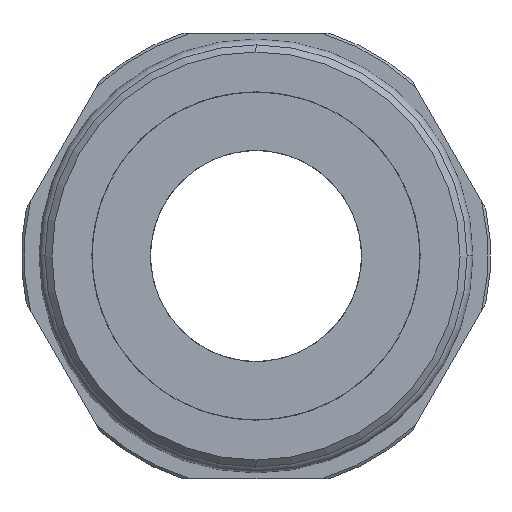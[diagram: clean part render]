
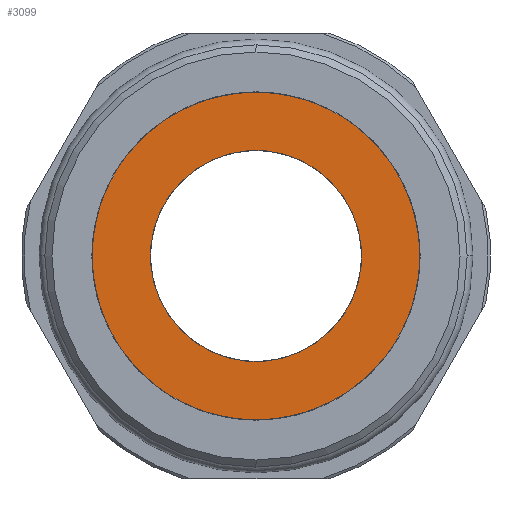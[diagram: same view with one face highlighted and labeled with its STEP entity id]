
A CAD part, front view. The second image highlights one B-rep face of the part: STEP entity #3099.
In plain terms, the highlighted planar face has unit normal (0, -1, 0).
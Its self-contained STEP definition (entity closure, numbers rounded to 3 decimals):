
#119 = EDGE_LOOP ( 'NONE', ( #2212, #2254 ) ) ;
#131 = EDGE_LOOP ( 'NONE', ( #2235, #2208 ) ) ;
#226 = VERTEX_POINT ( 'NONE', #1861 ) ;
#229 = VERTEX_POINT ( 'NONE', #1887 ) ;
#262 = VERTEX_POINT ( 'NONE', #1865 ) ;
#1035 = CARTESIAN_POINT ( 'NONE',  ( 0., 0., 14. ) ) ;
#1112 = PLANE ( 'NONE',  #2649 ) ;
#1113 = CARTESIAN_POINT ( 'NONE',  ( 0., 0., 0. ) ) ;
#1124 = FACE_OUTER_BOUND ( 'NONE', #131, .T. ) ;
#1129 = DIRECTION ( 'NONE',  ( 0., 1., 0. ) ) ;
#1133 = DIRECTION ( 'NONE',  ( 0., 0., 1. ) ) ;
#1141 = FACE_BOUND ( 'NONE', #119, .T. ) ;
#1321 = CARTESIAN_POINT ( 'NONE',  ( 0., 0., 0. ) ) ;
#1324 = DIRECTION ( 'NONE',  ( 0., 1., 0. ) ) ;
#1339 = DIRECTION ( 'NONE',  ( 0., 0., 1. ) ) ;
#1453 = DIRECTION ( 'NONE',  ( 0., 0., 1. ) ) ;
#1475 = CARTESIAN_POINT ( 'NONE',  ( 0., 0., 0. ) ) ;
#1481 = DIRECTION ( 'NONE',  ( 0., 1., 0. ) ) ;
#1487 = DIRECTION ( 'NONE',  ( 0., 0., 1. ) ) ;
#1493 = DIRECTION ( 'NONE',  ( 0., 1., 0. ) ) ;
#1515 = CARTESIAN_POINT ( 'NONE',  ( 0., 0., 0. ) ) ;
#1684 = DIRECTION ( 'NONE',  ( 0., 0., 1. ) ) ;
#1701 = CARTESIAN_POINT ( 'NONE',  ( 0., 0., 0. ) ) ;
#1720 = DIRECTION ( 'NONE',  ( 0., 1., 0. ) ) ;
#1861 = CARTESIAN_POINT ( 'NONE',  ( 0., 0., -14. ) ) ;
#1865 = CARTESIAN_POINT ( 'NONE',  ( 0., 0., 9. ) ) ;
#1887 = CARTESIAN_POINT ( 'NONE',  ( 0., 0., -9. ) ) ;
#1930 = VERTEX_POINT ( 'NONE', #1035 ) ;
#2208 = ORIENTED_EDGE ( 'NONE', *, *, #3277, .F. ) ;
#2212 = ORIENTED_EDGE ( 'NONE', *, *, #3214, .T. ) ;
#2235 = ORIENTED_EDGE ( 'NONE', *, *, #3233, .F. ) ;
#2254 = ORIENTED_EDGE ( 'NONE', *, *, #3264, .T. ) ;
#2649 = AXIS2_PLACEMENT_3D ( 'NONE', #1113, #1129, #1133 ) ;
#2780 = AXIS2_PLACEMENT_3D ( 'NONE', #1701, #1720, #1684 ) ;
#2788 = CIRCLE ( 'NONE', #2780, 9. ) ;
#2849 = CIRCLE ( 'NONE', #2854, 14. ) ;
#2854 = AXIS2_PLACEMENT_3D ( 'NONE', #1321, #1324, #1339 ) ;
#3099 = ADVANCED_FACE ( 'NONE', ( #1124, #1141 ), #1112, .F. ) ;
#3214 = EDGE_CURVE ( 'NONE', #229, #262, #2788, .T. ) ;
#3233 = EDGE_CURVE ( 'NONE', #226, #1930, #2849, .T. ) ;
#3264 = EDGE_CURVE ( 'NONE', #262, #229, #3687, .T. ) ;
#3277 = EDGE_CURVE ( 'NONE', #1930, #226, #3711, .T. ) ;
#3652 = AXIS2_PLACEMENT_3D ( 'NONE', #1475, #1481, #1453 ) ;
#3687 = CIRCLE ( 'NONE', #3652, 9. ) ;
#3700 = AXIS2_PLACEMENT_3D ( 'NONE', #1515, #1493, #1487 ) ;
#3711 = CIRCLE ( 'NONE', #3700, 14. ) ;
